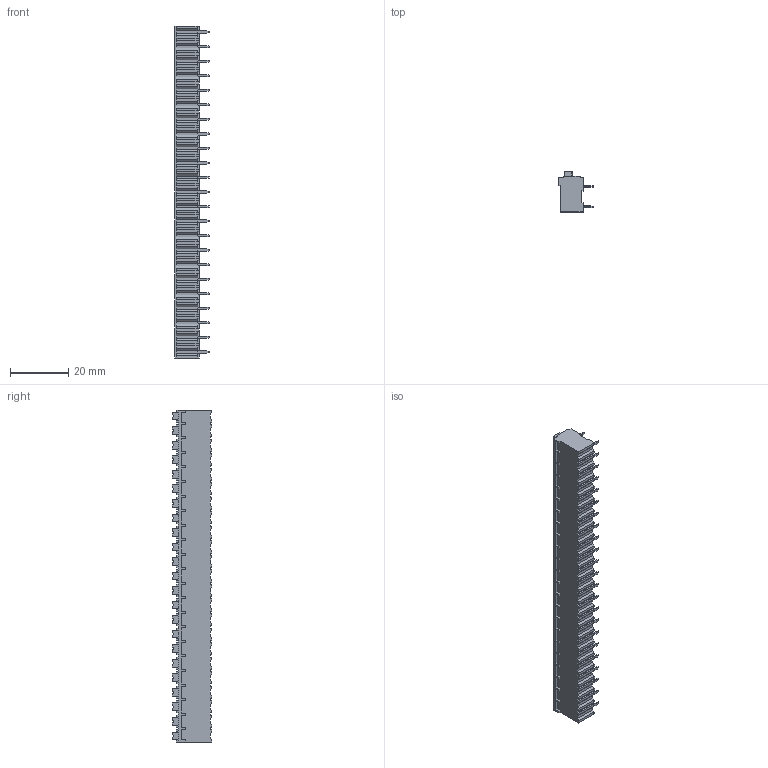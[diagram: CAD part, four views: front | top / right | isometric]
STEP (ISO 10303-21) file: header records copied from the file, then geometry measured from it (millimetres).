
FILE_DESCRIPTION((''),'2;1');
FILE_NAME('TLM-004RT-5_00-XXP-X','2024-09-29T',('sj'),(''),'PRO/ENGINEER BY PARAMETRIC TECHNOLOGY CORPORATION, 2015240','PRO/ENGINEER BY PARAMETRIC TECHNOLOGY CORPORATION, 2015240','');
FILE_SCHEMA(('CONFIG_CONTROL_DESIGN','SHAPE_APPEARANCE_LAYERS_GROUPS'));
Products named in the file (1): TLM-004RT-5_00-XXP-X
Bounding box: 11.9 x 13.65 x 114.2 mm (x, y, z)
Volume: 8613.2 mm3; surface area: 11023.6 mm2
Topology: 1 solids, 1 shells, 2250 faces, 6355 edges, 4222 vertices
Faces by surface type: plane 2020, cylinder 230
Entity records: 71999 total; most frequent: CARTESIAN_POINT 13333, ORIENTED_EDGE 12710, DIRECTION 11269, EDGE_CURVE 6355, VECTOR 5665, LINE 5665, VERTEX_POINT 4222, AXIS2_PLACEMENT_3D 2802
